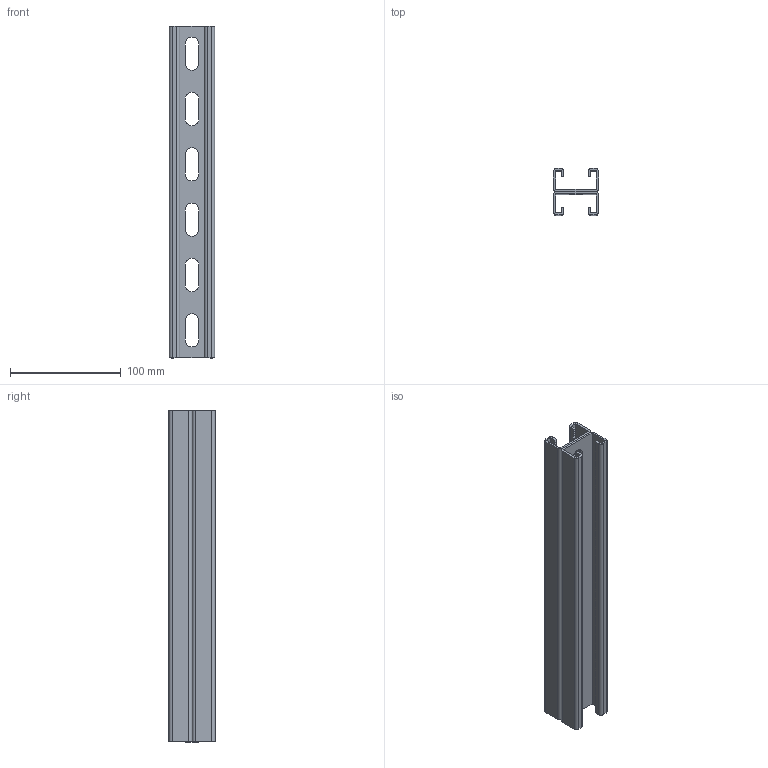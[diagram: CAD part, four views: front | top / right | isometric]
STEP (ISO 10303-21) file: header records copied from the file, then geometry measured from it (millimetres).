
FILE_DESCRIPTION (( 'STEP AP203' ), '1' );
FILE_NAME ('Äâîéíîé STRUT-ïðîôèëü_h21-L300.step', '2022-01-25T09:57:43', ( '' ), ( '' ), 'SwSTEP 2.0', 'SolidWorks 2017', '' );
FILE_SCHEMA (( 'CONFIG_CONTROL_DESIGN' ));
Length unit declared in the file: millimetre
Products named in the file (2): STRUT-镳铘桦黖h21-300; Äâîéíîé STRUT-ïðîôèëü_h21-L300
Assembly tree (2 placements, depth 2):
  Äâîéíîé STRUT-ïðîôèëü_h21-L300
    STRUT-镳铘桦黖h21-300  x2
Bounding box: 41 x 42 x 300 mm (x, y, z)
Volume: 109030.3 mm3; surface area: 116513.9 mm2
Topology: 2 solids, 2 shells, 1052 faces, 3144 edges, 2096 vertices
Faces by surface type: plane 1016, cylinder 36
Entity records: 17604 total; most frequent: CARTESIAN_POINT 3151, ORIENTED_EDGE 3144, DIRECTION 2670, EDGE_CURVE 1572, VECTOR 1536, LINE 1536, VERTEX_POINT 1048, AXIS2_PLACEMENT_3D 567
